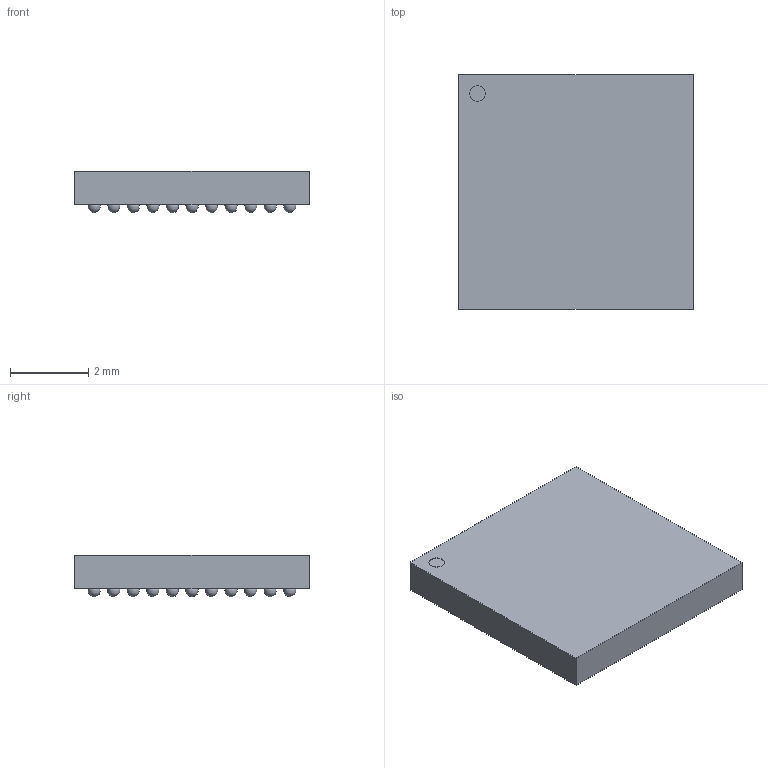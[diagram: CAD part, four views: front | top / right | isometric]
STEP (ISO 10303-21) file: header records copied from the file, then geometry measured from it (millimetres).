
FILE_DESCRIPTION(/* description */ ('model of BGA-100_6.0x6.0mm_Layout11x11_P0.5mm_Ball0.3mm_Pad0.25mm_NSMD'),/* implementation_level */ '2;1');
FILE_NAME(/* name */ 'BGA-100_6.0x6.0mm_Layout11x11_P0.5mm_Ball0.3mm_Pad0.25mm_NSMD.step',/* time_stamp */ '2018-10-25T18:41:16',/* author */ ('kicad StepUp','ksu'),/* organization */ ('FreeCAD'),/* preprocessor_version */ 'OCC',/* originating_system */ 'kicad StepUp',/* authorisation */ '');
FILE_SCHEMA(('AUTOMOTIVE_DESIGN { 1 0 10303 214 1 1 1 1 }'));
Length unit declared in the file: millimetre
Products named in the file (1): BGA_100_60x60mm_Layout11x11_P05mm_Ball03mm_Pad025mm_NSMD
Bounding box: 6 x 6 x 1.06 mm (x, y, z)
Volume: 31.1 mm3; surface area: 97.8 mm2
Topology: 1 solids, 1 shells, 48 faces, 135 edges, 90 vertices
Faces by surface type: sphere 40, plane 7, cylinder 1
Full cylindrical faces by diameter (mm): 0.4 x1
Entity records: 1751 total; most frequent: DIRECTION 275, CARTESIAN_POINT 234, ORIENTED_EDGE 190, AXIS2_PLACEMENT_3D 131, EDGE_CURVE 95, VERTEX_POINT 90, FACE_BOUND 89, EDGE_LOOP 89
